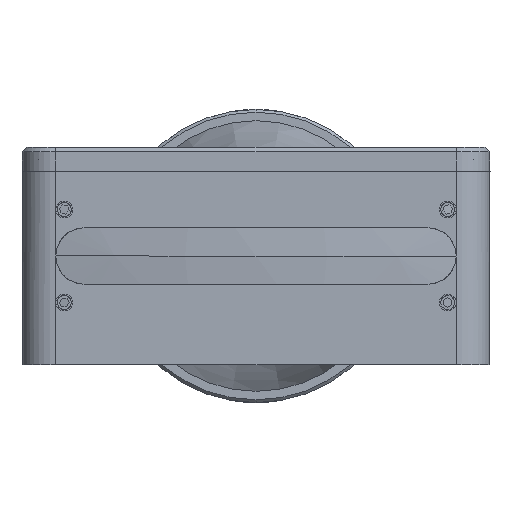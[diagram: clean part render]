
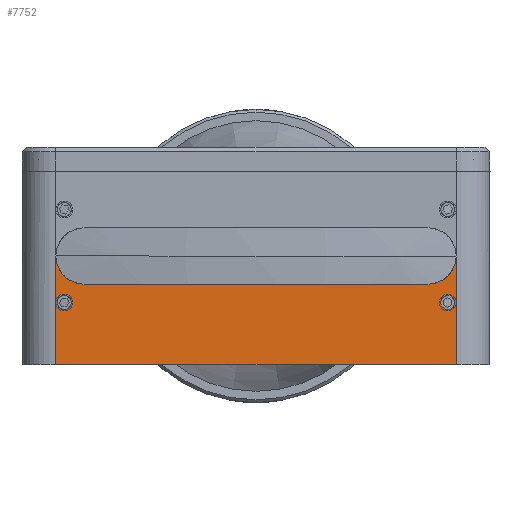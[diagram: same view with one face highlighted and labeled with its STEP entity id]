
A CAD part, front view. The second image highlights one B-rep face of the part: STEP entity #7752.
In plain terms, the highlighted planar face has unit normal (0, -1, 0).
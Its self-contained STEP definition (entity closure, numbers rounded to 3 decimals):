
#58 = CIRCLE ( 'NONE', #1933, 1.25 ) ;
#162 = CARTESIAN_POINT ( 'NONE',  ( -35.5, -365.711, 0. ) ) ;
#326 = CARTESIAN_POINT ( 'NONE',  ( -35.5, -365.711, -19.25 ) ) ;
#456 = ORIENTED_EDGE ( 'NONE', *, *, #10299, .T. ) ;
#459 = EDGE_CURVE ( 'NONE', #5367, #15099, #6238, .T. ) ;
#712 = CARTESIAN_POINT ( 'NONE',  ( -34., -365.711, -8.25 ) ) ;
#723 = AXIS2_PLACEMENT_3D ( 'NONE', #12554, #4809, #13854 ) ;
#1111 = LINE ( 'NONE', #16431, #14472 ) ;
#1146 = DIRECTION ( 'NONE',  ( 0., 0., -1. ) ) ;
#1372 = DIRECTION ( 'NONE',  ( 0., -1., 0. ) ) ;
#1662 = FACE_OUTER_BOUND ( 'NONE', #14531, .T. ) ;
#1777 = VERTEX_POINT ( 'NONE', #326 ) ;
#1933 = AXIS2_PLACEMENT_3D ( 'NONE', #8833, #7551, #6244 ) ;
#1948 = VERTEX_POINT ( 'NONE', #5649 ) ;
#1987 = VERTEX_POINT ( 'NONE', #8618 ) ;
#2078 = FACE_BOUND ( 'NONE', #12617, .T. ) ;
#2350 = AXIS2_PLACEMENT_3D ( 'NONE', #4976, #8867, #1146 ) ;
#2500 = CARTESIAN_POINT ( 'NONE',  ( -34., -365.711, -7. ) ) ;
#2529 = CARTESIAN_POINT ( 'NONE',  ( -30.5, -365.711, -5. ) ) ;
#2863 = PLANE ( 'NONE',  #4133 ) ;
#3758 = CARTESIAN_POINT ( 'NONE',  ( 35.5, -365.711, 216.432 ) ) ;
#3770 = VERTEX_POINT ( 'NONE', #2500 ) ;
#3774 = DIRECTION ( 'NONE',  ( 0., 1., 0. ) ) ;
#3953 = CARTESIAN_POINT ( 'NONE',  ( 34., -365.711, -7. ) ) ;
#3954 = DIRECTION ( 'NONE',  ( 0., 0., 1. ) ) ;
#4133 = AXIS2_PLACEMENT_3D ( 'NONE', #3758, #3774, #3954 ) ;
#4348 = EDGE_CURVE ( 'NONE', #1777, #15099, #1111, .T. ) ;
#4758 = EDGE_CURVE ( 'NONE', #3770, #8917, #58, .T. ) ;
#4809 = DIRECTION ( 'NONE',  ( 0., -1., 0. ) ) ;
#4876 = AXIS2_PLACEMENT_3D ( 'NONE', #712, #8466, #16191 ) ;
#4976 = CARTESIAN_POINT ( 'NONE',  ( 34., -365.711, -8.25 ) ) ;
#5367 = VERTEX_POINT ( 'NONE', #6137 ) ;
#5626 = DIRECTION ( 'NONE',  ( 0., -1., 0. ) ) ;
#5649 = CARTESIAN_POINT ( 'NONE',  ( -30.5, -365.711, -5. ) ) ;
#5668 = VECTOR ( 'NONE', #12396, 1000. ) ;
#5942 = VERTEX_POINT ( 'NONE', #12033 ) ;
#6137 = CARTESIAN_POINT ( 'NONE',  ( 35.5, -365.711, 0. ) ) ;
#6238 = LINE ( 'NONE', #12732, #5668 ) ;
#6244 = DIRECTION ( 'NONE',  ( 0., 0., -1. ) ) ;
#6307 = ORIENTED_EDGE ( 'NONE', *, *, #4348, .T. ) ;
#6388 = CARTESIAN_POINT ( 'NONE',  ( -34., -365.711, -9.5 ) ) ;
#6944 = LINE ( 'NONE', #12335, #12630 ) ;
#6955 = VERTEX_POINT ( 'NONE', #3953 ) ;
#7160 = CIRCLE ( 'NONE', #7421, 5. ) ;
#7421 = AXIS2_PLACEMENT_3D ( 'NONE', #8041, #5626, #13359 ) ;
#7551 = DIRECTION ( 'NONE',  ( 0., -1., 0. ) ) ;
#7752 = ADVANCED_FACE ( 'NONE', ( #1662, #2078, #14199 ), #2863, .F. ) ;
#8041 = CARTESIAN_POINT ( 'NONE',  ( 30.5, -365.711, 0. ) ) ;
#8113 = VERTEX_POINT ( 'NONE', #162 ) ;
#8169 = ORIENTED_EDGE ( 'NONE', *, *, #459, .F. ) ;
#8466 = DIRECTION ( 'NONE',  ( 0., -1., 0. ) ) ;
#8513 = CARTESIAN_POINT ( 'NONE',  ( 35.5, -365.711, -19.25 ) ) ;
#8529 = VECTOR ( 'NONE', #15235, 1000. ) ;
#8618 = CARTESIAN_POINT ( 'NONE',  ( 30.5, -365.711, -5. ) ) ;
#8743 = CIRCLE ( 'NONE', #11576, 1.25 ) ;
#8833 = CARTESIAN_POINT ( 'NONE',  ( -34., -365.711, -8.25 ) ) ;
#8867 = DIRECTION ( 'NONE',  ( 0., -1., 0. ) ) ;
#8917 = VERTEX_POINT ( 'NONE', #6388 ) ;
#9079 = CARTESIAN_POINT ( 'NONE',  ( 34., -365.711, -8.25 ) ) ;
#10164 = EDGE_CURVE ( 'NONE', #5942, #6955, #8743, .T. ) ;
#10299 = EDGE_CURVE ( 'NONE', #8113, #1777, #6944, .T. ) ;
#10406 = EDGE_CURVE ( 'NONE', #1987, #5367, #7160, .T. ) ;
#10700 = CIRCLE ( 'NONE', #2350, 1.25 ) ;
#10708 = DIRECTION ( 'NONE',  ( 0., 0., -1. ) ) ;
#10718 = EDGE_CURVE ( 'NONE', #8113, #1948, #11876, .T. ) ;
#11072 = ORIENTED_EDGE ( 'NONE', *, *, #16109, .F. ) ;
#11112 = DIRECTION ( 'NONE',  ( 1., 0., 0. ) ) ;
#11454 = CIRCLE ( 'NONE', #4876, 1.25 ) ;
#11576 = AXIS2_PLACEMENT_3D ( 'NONE', #9079, #1372, #10708 ) ;
#11692 = ORIENTED_EDGE ( 'NONE', *, *, #10718, .F. ) ;
#11726 = EDGE_LOOP ( 'NONE', ( #15989, #15736 ) ) ;
#11876 = CIRCLE ( 'NONE', #723, 5. ) ;
#12033 = CARTESIAN_POINT ( 'NONE',  ( 34., -365.711, -9.5 ) ) ;
#12267 = LINE ( 'NONE', #2529, #8529 ) ;
#12335 = CARTESIAN_POINT ( 'NONE',  ( -35.5, -365.711, 216.432 ) ) ;
#12396 = DIRECTION ( 'NONE',  ( 0., 0., -1. ) ) ;
#12554 = CARTESIAN_POINT ( 'NONE',  ( -30.5, -365.711, 0. ) ) ;
#12617 = EDGE_LOOP ( 'NONE', ( #11072, #14479 ) ) ;
#12630 = VECTOR ( 'NONE', #15776, 1000. ) ;
#12732 = CARTESIAN_POINT ( 'NONE',  ( 35.5, -365.711, 216.432 ) ) ;
#13359 = DIRECTION ( 'NONE',  ( 0., 0., 1. ) ) ;
#13797 = ORIENTED_EDGE ( 'NONE', *, *, #10406, .F. ) ;
#13854 = DIRECTION ( 'NONE',  ( 0., 0., 1. ) ) ;
#13872 = EDGE_CURVE ( 'NONE', #6955, #5942, #10700, .T. ) ;
#14106 = EDGE_CURVE ( 'NONE', #1948, #1987, #12267, .T. ) ;
#14199 = FACE_BOUND ( 'NONE', #11726, .T. ) ;
#14472 = VECTOR ( 'NONE', #11112, 1000. ) ;
#14479 = ORIENTED_EDGE ( 'NONE', *, *, #4758, .F. ) ;
#14531 = EDGE_LOOP ( 'NONE', ( #8169, #13797, #16635, #11692, #456, #6307 ) ) ;
#15099 = VERTEX_POINT ( 'NONE', #8513 ) ;
#15235 = DIRECTION ( 'NONE',  ( 1., 0., 0. ) ) ;
#15736 = ORIENTED_EDGE ( 'NONE', *, *, #13872, .F. ) ;
#15776 = DIRECTION ( 'NONE',  ( 0., 0., -1. ) ) ;
#15989 = ORIENTED_EDGE ( 'NONE', *, *, #10164, .F. ) ;
#16109 = EDGE_CURVE ( 'NONE', #8917, #3770, #11454, .T. ) ;
#16191 = DIRECTION ( 'NONE',  ( 0., 0., -1. ) ) ;
#16431 = CARTESIAN_POINT ( 'NONE',  ( 35.5, -365.711, -19.25 ) ) ;
#16635 = ORIENTED_EDGE ( 'NONE', *, *, #14106, .F. ) ;
